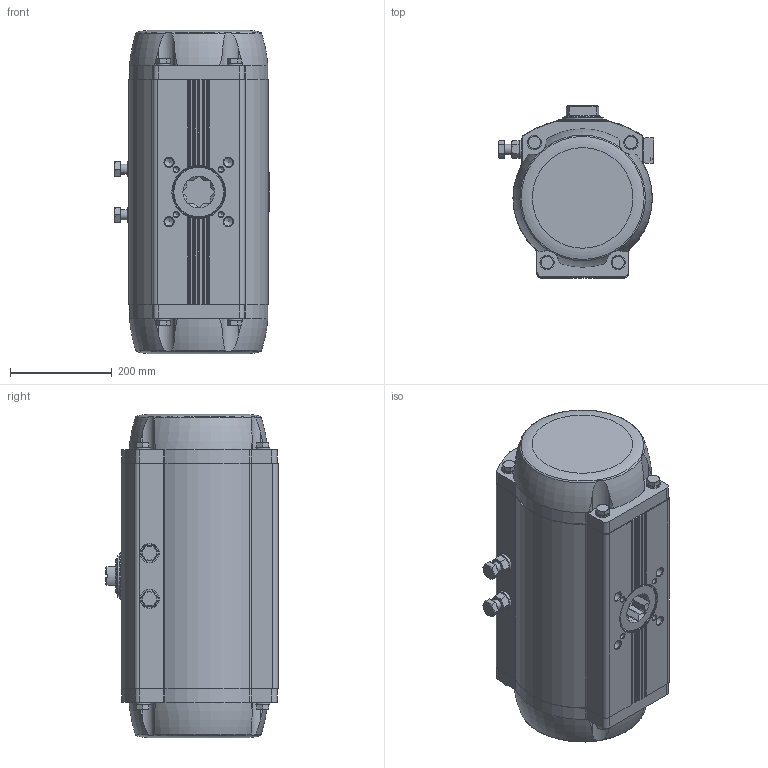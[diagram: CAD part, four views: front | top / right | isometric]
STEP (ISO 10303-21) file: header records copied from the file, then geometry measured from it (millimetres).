
FILE_DESCRIPTION(/* description */ ('STEP AP214'),/* implementation_level */ '2;1');
FILE_NAME(/* name */ '8065275_DFPD-2300-RP-90-RD-F1216-R3-EP',/* time_stamp */ '2024-08-15T17:26:43+02:00',/* author */ ('License CC BY-ND 4.0'),/* organization */ ('CADENAS'),/* preprocessor_version */ 'ST-DEVELOPER v19.3',/* originating_system */ 'PARTsolutions',/* authorisation */ ' ');
FILE_SCHEMA (('AUTOMOTIVE_DESIGN {1 0 10303 214 3 1 1}'));
Length unit declared in the file: millimetre
Products named in the file (6): 8065275 DFPD-2300-RP-90-RD-F1216-R3-EP---(0); 8042196 DFPD-2300-90-RD-F12-------(housing); 8042196 DFPD-2300(F12_0)---(shaft); 4787202 SCHEIBE 20.15X36X5-1.4301; 4786138 DFPD-2300; DIN 934 - M20(F)
Assembly tree (8 placements, depth 2):
  8065275 DFPD-2300-RP-90-RD-F1216-R3-EP---(0)
    8042196 DFPD-2300-90-RD-F12-------(housing)
    8042196 DFPD-2300(F12_0)---(shaft)
    4787202 SCHEIBE 20.15X36X5-1.4301  x2
    4786138 DFPD-2300  x2
    DIN 934 - M20(F)  x2
Bounding box: 305.75 x 338.7 x 636 mm (x, y, z)
Volume: 42408074.5 mm3; surface area: 1038120.8 mm2
Topology: 8 solids, 8 shells, 666 faces, 1636 edges, 1042 vertices
Faces by surface type: plane 291, cylinder 191, cone 133, torus 49, sphere 2
Full cylindrical faces by diameter (mm): 3 x2, 4.134 x8, 4.917 x1, 8.376 x2, 8.5 x2, 10 x2, 10.106 x4, 11.445 x2, 16.9 x2, 17.294 x8, 20 x2, 20.15 x2, 28 x10, 30 x2, 36 x2, 38 x2, 64.5 x1, 67 x1, 70 x1, 71.2 x1, 71.5 x1, 72 x1, 86 x1, 90 x1, 94 x1, 98.2 x2, 99.8 x1, 100.1 x1, 103.1 x1, 105 x1
Entity records: 18395 total; most frequent: CARTESIAN_POINT 4111, DIRECTION 2937, ORIENTED_EDGE 2726, EDGE_CURVE 1363, AXIS2_PLACEMENT_3D 1182, VERTEX_POINT 970, FACE_BOUND 869, EDGE_LOOP 850
